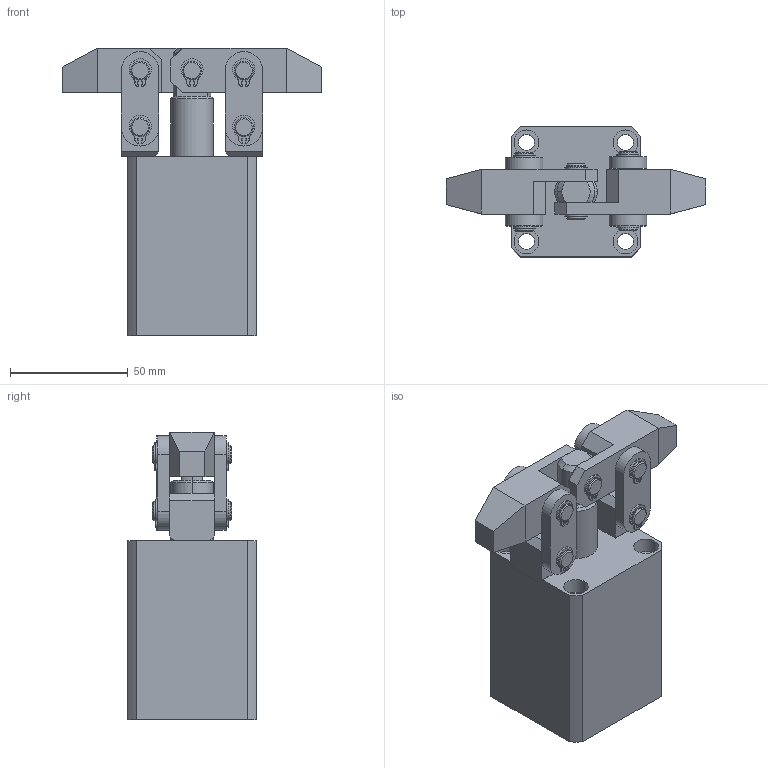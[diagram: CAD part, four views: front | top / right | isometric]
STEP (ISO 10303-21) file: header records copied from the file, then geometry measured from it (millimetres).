
FILE_DESCRIPTION (( 'STEP AP203' ), '1' );
FILE_NAME ('HLC-M25D.STEP', '2020-09-15T06:20:15', ( '微软用户' ), ( '微软中国' ), 'SwSTEP 2.0', 'SolidWorks 2012', '' );
FILE_SCHEMA (( 'CONFIG_CONTROL_DESIGN' ));
Length unit declared in the file: millimetre
Products named in the file (9): HLC-M25D; HLC-25盓傅釱; circlips for shaft--type a small gb_GB_CONNECTING_PIECE_RING_RRA 8; HLC-MD25酗种; HLC-M25D揤旋; HLC-M25D蟀裝; HLC-25活塞杆; HLC-M25D傻种; HLC-M25D掛极
Assembly tree (25 placements, depth 2):
  HLC-M25D
    HLC-M25D掛极
    HLC-M25D傻种
    HLC-25活塞杆
    HLC-M25D蟀裝  x4
    HLC-M25D揤旋  x2
    HLC-MD25酗种  x4
    circlips for shaft--type a small gb_GB_CONNECTING_PIECE_RING_RRA 8  x10
    HLC-25盓傅釱  x2
Bounding box: 110 x 55 x 122 mm (x, y, z)
Volume: 266925.5 mm3; surface area: 66680.3 mm2
Topology: 25 solids, 25 shells, 553 faces, 1351 edges, 884 vertices
Faces by surface type: cylinder 281, plane 217, cone 33, bspline 16, torus 6
Entity records: 9117 total; most frequent: CARTESIAN_POINT 2068, DIRECTION 1226, ORIENTED_EDGE 1116, EDGE_CURVE 558, AXIS2_PLACEMENT_3D 456, VERTEX_POINT 362, VECTOR 314, LINE 314
